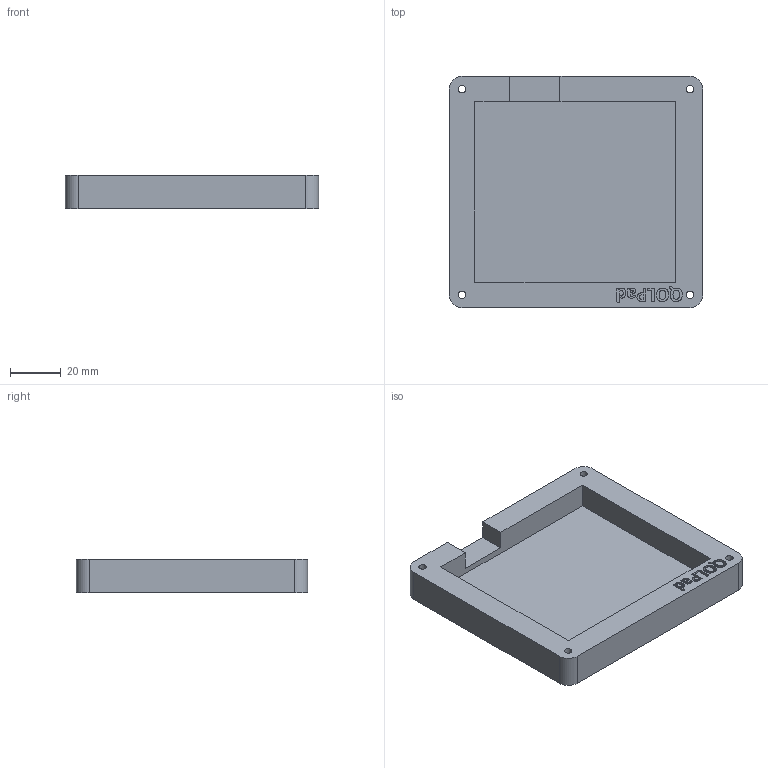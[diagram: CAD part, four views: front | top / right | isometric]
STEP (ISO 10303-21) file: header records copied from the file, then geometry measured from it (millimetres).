
FILE_DESCRIPTION(('FreeCAD Model'),'2;1');
FILE_NAME('Open CASCADE Shape Model','2025-02-16T18:29:06',(''),(''), 'Open CASCADE STEP processor 7.8','FreeCAD','Unknown');
FILE_SCHEMA(('AUTOMOTIVE_DESIGN { 1 0 10303 214 1 1 1 1 }'));
Length unit declared in the file: millimetre
Products named in the file (1): Body
Bounding box: 99.42 x 90.75 x 13 mm (x, y, z)
Volume: 58970 mm3; surface area: 26634.4 mm2
Topology: 1 solids, 1 shells, 276 faces, 777 edges, 518 vertices
Faces by surface type: extrusion 214, plane 50, cylinder 12
Full cylindrical faces by diameter (mm): 3 x4, 6 x4
Entity records: 9211 total; most frequent: CARTESIAN_POINT 2856, ORIENTED_EDGE 1554, EDGE_CURVE 777, DIRECTION 713, B_SPLINE_CURVE_WITH_KNOTS 642, VECTOR 539, VERTEX_POINT 518, LINE 325
